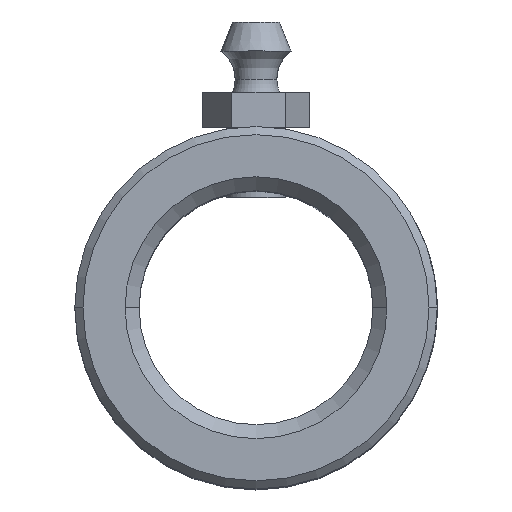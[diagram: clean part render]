
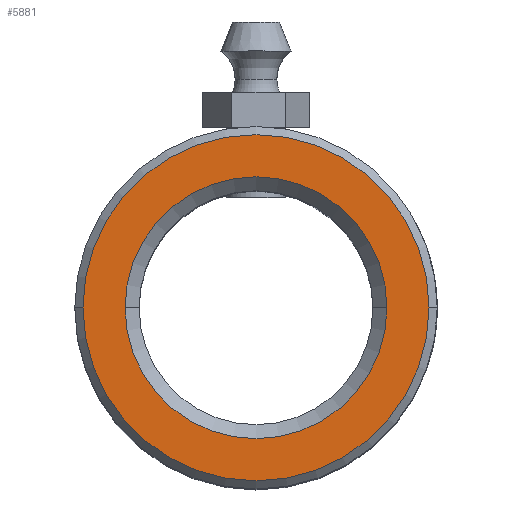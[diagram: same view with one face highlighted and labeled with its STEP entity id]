
A CAD part, top view. The second image highlights one B-rep face of the part: STEP entity #5881.
In plain terms, the highlighted planar face has unit normal (0, 0, 1).
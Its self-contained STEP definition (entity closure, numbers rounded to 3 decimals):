
#376 = PLANE ( 'NONE',  #2755 ) ;
#392 = VERTEX_POINT ( 'NONE', #3464 ) ;
#607 = EDGE_LOOP ( 'NONE', ( #3987, #3222 ) ) ;
#787 = DIRECTION ( 'NONE',  ( 1., 0., 0. ) ) ;
#804 = DIRECTION ( 'NONE',  ( 0., 0., -1. ) ) ;
#810 = DIRECTION ( 'NONE',  ( 0., 0., 1. ) ) ;
#829 = CARTESIAN_POINT ( 'NONE',  ( 0., 0., 50. ) ) ;
#847 = DIRECTION ( 'NONE',  ( 1., 0., 0. ) ) ;
#931 = AXIS2_PLACEMENT_3D ( 'NONE', #5539, #6004, #3598 ) ;
#1127 = CIRCLE ( 'NONE', #931, 14.8 ) ;
#1231 = DIRECTION ( 'NONE',  ( 0., 0., -1. ) ) ;
#1499 = EDGE_CURVE ( 'NONE', #5151, #4816, #5485, .T. ) ;
#1762 = VERTEX_POINT ( 'NONE', #5876 ) ;
#2278 = DIRECTION ( 'NONE',  ( 1., 0., 0. ) ) ;
#2755 = AXIS2_PLACEMENT_3D ( 'NONE', #829, #4787, #5262 ) ;
#2866 = AXIS2_PLACEMENT_3D ( 'NONE', #3732, #804, #787 ) ;
#3068 = CARTESIAN_POINT ( 'NONE',  ( -11.2, 0., 50. ) ) ;
#3222 = ORIENTED_EDGE ( 'NONE', *, *, #4872, .T. ) ;
#3464 = CARTESIAN_POINT ( 'NONE',  ( 14.8, 0., 50. ) ) ;
#3519 = EDGE_CURVE ( 'NONE', #1762, #392, #1127, .T. ) ;
#3598 = DIRECTION ( 'NONE',  ( 1., 0., 0. ) ) ;
#3732 = CARTESIAN_POINT ( 'NONE',  ( 0., 0., 50. ) ) ;
#3947 = CARTESIAN_POINT ( 'NONE',  ( 11.2, 0., 50. ) ) ;
#3977 = AXIS2_PLACEMENT_3D ( 'NONE', #5211, #810, #847 ) ;
#3987 = ORIENTED_EDGE ( 'NONE', *, *, #1499, .T. ) ;
#4153 = EDGE_LOOP ( 'NONE', ( #4676, #4310 ) ) ;
#4242 = CARTESIAN_POINT ( 'NONE',  ( 0., 0., 50. ) ) ;
#4310 = ORIENTED_EDGE ( 'NONE', *, *, #5849, .T. ) ;
#4676 = ORIENTED_EDGE ( 'NONE', *, *, #3519, .T. ) ;
#4787 = DIRECTION ( 'NONE',  ( 0., 0., 1. ) ) ;
#4816 = VERTEX_POINT ( 'NONE', #3068 ) ;
#4872 = EDGE_CURVE ( 'NONE', #4816, #5151, #4985, .T. ) ;
#4899 = CIRCLE ( 'NONE', #3977, 14.8 ) ;
#4985 = CIRCLE ( 'NONE', #5123, 11.2 ) ;
#5123 = AXIS2_PLACEMENT_3D ( 'NONE', #4242, #1231, #2278 ) ;
#5151 = VERTEX_POINT ( 'NONE', #3947 ) ;
#5211 = CARTESIAN_POINT ( 'NONE',  ( 0., 0., 50. ) ) ;
#5262 = DIRECTION ( 'NONE',  ( 1., 0., 0. ) ) ;
#5288 = FACE_BOUND ( 'NONE', #607, .T. ) ;
#5485 = CIRCLE ( 'NONE', #2866, 11.2 ) ;
#5539 = CARTESIAN_POINT ( 'NONE',  ( 0., 0., 50. ) ) ;
#5849 = EDGE_CURVE ( 'NONE', #392, #1762, #4899, .T. ) ;
#5876 = CARTESIAN_POINT ( 'NONE',  ( -14.8, 0., 50. ) ) ;
#5881 = ADVANCED_FACE ( 'NONE', ( #6137, #5288 ), #376, .T. ) ;
#6004 = DIRECTION ( 'NONE',  ( 0., 0., 1. ) ) ;
#6137 = FACE_OUTER_BOUND ( 'NONE', #4153, .T. ) ;
